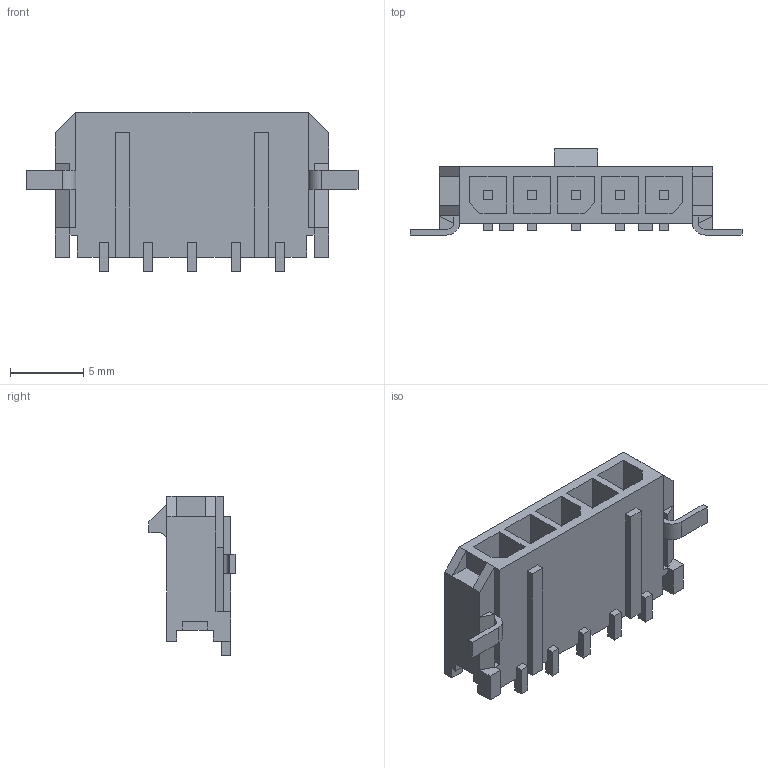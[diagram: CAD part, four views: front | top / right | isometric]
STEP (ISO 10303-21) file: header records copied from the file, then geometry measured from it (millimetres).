
FILE_DESCRIPTION((''),'2;1');
FILE_NAME('436500513','2010-12-16T',('gga'),(''),'PRO/ENGINEER BY PARAMETRIC TECHNOLOGY CORPORATION, 2003451','PRO/ENGINEER BY PARAMETRIC TECHNOLOGY CORPORATION, 2003451','');
FILE_SCHEMA(('CONFIG_CONTROL_DESIGN'));
Length unit declared in the file: millimetre
Products named in the file (1): 436500513
Bounding box: 22.64 x 5.87 x 10.9 mm (x, y, z)
Volume: 478.1 mm3; surface area: 1093.8 mm2
Topology: 1 solids, 1 shells, 213 faces, 578 edges, 378 vertices
Faces by surface type: plane 208, cylinder 5
Entity records: 6584 total; most frequent: CARTESIAN_POINT 1169, ORIENTED_EDGE 1156, DIRECTION 1014, EDGE_CURVE 578, VECTOR 568, LINE 568, VERTEX_POINT 378, EDGE_LOOP 224
